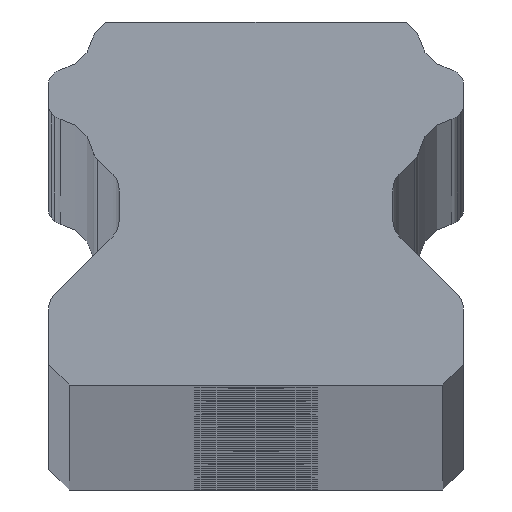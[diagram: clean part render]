
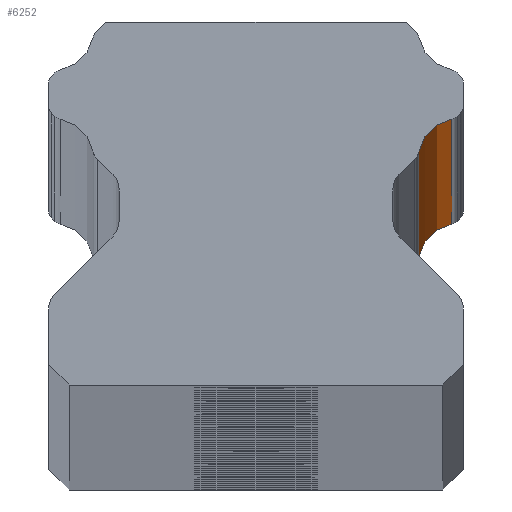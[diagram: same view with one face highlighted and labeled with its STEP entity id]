
A CAD part, top view. The second image highlights one B-rep face of the part: STEP entity #6252.
In plain terms, the highlighted cylindrical face has radius 2 mm (diameter 4 mm), a partial arc.
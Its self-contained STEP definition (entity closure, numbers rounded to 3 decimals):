
#133 = VERTEX_POINT ( 'NONE', #1563 ) ;
#739 = CIRCLE ( 'NONE', #3887, 2. ) ;
#932 = FACE_OUTER_BOUND ( 'NONE', #5333, .T. ) ;
#985 = CARTESIAN_POINT ( 'NONE',  ( 9.811, -3.146, 1450. ) ) ;
#1021 = DIRECTION ( 'NONE',  ( -1., 0., 0. ) ) ;
#1260 = CARTESIAN_POINT ( 'NONE',  ( 9.811, -3.146, 1450. ) ) ;
#1351 = DIRECTION ( 'NONE',  ( -1., 0., 0. ) ) ;
#1563 = CARTESIAN_POINT ( 'NONE',  ( 9.432, -1.182, 1450. ) ) ;
#1767 = VERTEX_POINT ( 'NONE', #4093 ) ;
#2215 = LINE ( 'NONE', #3842, #8666 ) ;
#2302 = EDGE_CURVE ( 'NONE', #5774, #1767, #4783, .T. ) ;
#2616 = CARTESIAN_POINT ( 'NONE',  ( 9.432, -1.182, 1450. ) ) ;
#3084 = ORIENTED_EDGE ( 'NONE', *, *, #4763, .F. ) ;
#3156 = AXIS2_PLACEMENT_3D ( 'NONE', #1260, #8336, #1351 ) ;
#3746 = CYLINDRICAL_SURFACE ( 'NONE', #3156, 2. ) ;
#3842 = CARTESIAN_POINT ( 'NONE',  ( 7.847, -2.767, 1450. ) ) ;
#3887 = AXIS2_PLACEMENT_3D ( 'NONE', #985, #8794, #1021 ) ;
#3906 = DIRECTION ( 'NONE',  ( 0., 0., -1. ) ) ;
#4093 = CARTESIAN_POINT ( 'NONE',  ( 9.432, -1.182, -1450. ) ) ;
#4763 = EDGE_CURVE ( 'NONE', #6988, #133, #739, .T. ) ;
#4783 = CIRCLE ( 'NONE', #7108, 2. ) ;
#4914 = CARTESIAN_POINT ( 'NONE',  ( 9.811, -3.146, -1450. ) ) ;
#5333 = EDGE_LOOP ( 'NONE', ( #5997, #6083, #3084, #6658 ) ) ;
#5769 = DIRECTION ( 'NONE',  ( 0., 0., -1. ) ) ;
#5774 = VERTEX_POINT ( 'NONE', #8692 ) ;
#5872 = CARTESIAN_POINT ( 'NONE',  ( 7.847, -2.767, 1450. ) ) ;
#5997 = ORIENTED_EDGE ( 'NONE', *, *, #2302, .T. ) ;
#6083 = ORIENTED_EDGE ( 'NONE', *, *, #8906, .F. ) ;
#6190 = LINE ( 'NONE', #2616, #7523 ) ;
#6252 = ADVANCED_FACE ( 'NONE', ( #932 ), #3746, .F. ) ;
#6658 = ORIENTED_EDGE ( 'NONE', *, *, #7509, .T. ) ;
#6988 = VERTEX_POINT ( 'NONE', #5872 ) ;
#7108 = AXIS2_PLACEMENT_3D ( 'NONE', #4914, #5769, #8547 ) ;
#7509 = EDGE_CURVE ( 'NONE', #6988, #5774, #2215, .T. ) ;
#7523 = VECTOR ( 'NONE', #7542, 1000. ) ;
#7542 = DIRECTION ( 'NONE',  ( 0., 0., -1. ) ) ;
#8336 = DIRECTION ( 'NONE',  ( 0., 0., -1. ) ) ;
#8547 = DIRECTION ( 'NONE',  ( -1., 0., 0. ) ) ;
#8666 = VECTOR ( 'NONE', #3906, 1000. ) ;
#8692 = CARTESIAN_POINT ( 'NONE',  ( 7.847, -2.767, -1450. ) ) ;
#8794 = DIRECTION ( 'NONE',  ( 0., 0., -1. ) ) ;
#8906 = EDGE_CURVE ( 'NONE', #133, #1767, #6190, .T. ) ;
